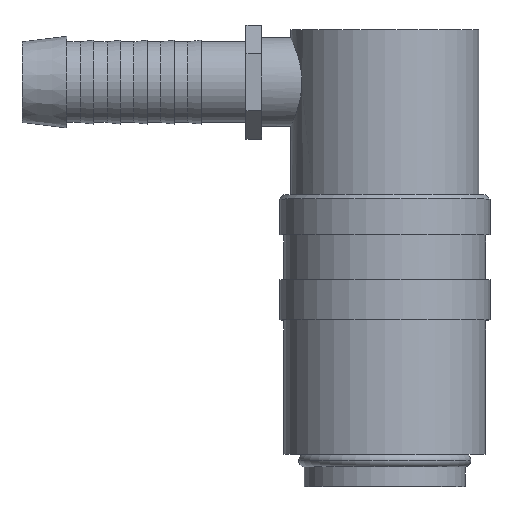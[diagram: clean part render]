
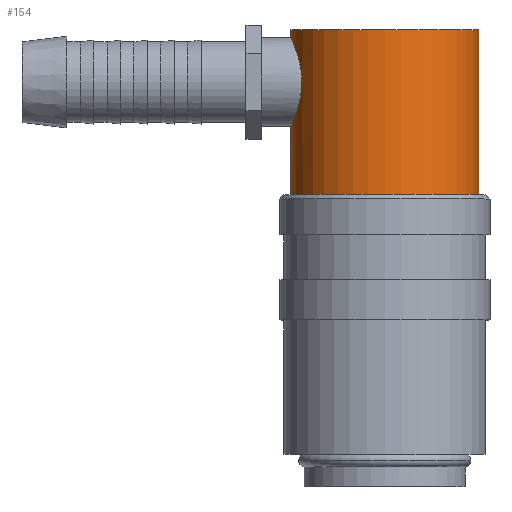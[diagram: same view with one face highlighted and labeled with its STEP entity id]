
A CAD part, top view. The second image highlights one B-rep face of the part: STEP entity #154.
In plain terms, the highlighted cylindrical face has radius 10.5 mm (diameter 21 mm), a partial arc.
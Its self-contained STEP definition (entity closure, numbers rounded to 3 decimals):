
#154=ADVANCED_FACE('',(#355),#356,.T.);
#355=FACE_OUTER_BOUND('',#606,.T.);
#356=CYLINDRICAL_SURFACE('',#607,10.5);
#606=EDGE_LOOP('',(#982,#983,#984,#985,#986,#987));
#607=AXIS2_PLACEMENT_3D('',#988,#989,#990);
#982=ORIENTED_EDGE('',*,*,#1506,.T.);
#983=ORIENTED_EDGE('',*,*,#1507,.F.);
#984=ORIENTED_EDGE('',*,*,#1508,.T.);
#985=ORIENTED_EDGE('',*,*,#1467,.F.);
#986=ORIENTED_EDGE('',*,*,#1509,.T.);
#987=ORIENTED_EDGE('',*,*,#1510,.F.);
#988=CARTESIAN_POINT('',(0.0,40.42,0.0));
#989=DIRECTION('',(-0.0,1.0,0.0));
#990=DIRECTION('',(1.0,0.0,0.0));
#1467=EDGE_CURVE('',#1753,#1749,#1755,.T.);
#1506=EDGE_CURVE('',#1812,#1813,#1814,.T.);
#1507=EDGE_CURVE('',#1815,#1813,#1816,.T.);
#1508=EDGE_CURVE('',#1815,#1749,#1817,.T.);
#1509=EDGE_CURVE('',#1753,#1818,#1819,.T.);
#1510=EDGE_CURVE('',#1812,#1818,#1820,.T.);
#1749=VERTEX_POINT('',#2149);
#1753=VERTEX_POINT('',#2154);
#1755=B_SPLINE_CURVE_WITH_KNOTS('',3,(#2157,#2158,#2159,#2160,#2161,#2162,#2163,#2164,#2165,#2166,#2167,#2168,#2169,#2170,#2171,#2172,#2173,#2174,#2175,#2176,#2177,#2178,#2179,#2180,#2181,#2182,#2183,#2184,#2185,#2186,#2187,#2188,#2189,#2190),.UNSPECIFIED.,.F.,.F.,(4,2,2,2,2,2,2,2,2,2,2,2,2,2,2,2,4),(7.592,8.54,9.488,10.436,11.384,12.334,13.284,14.234,15.183,16.133,17.083,18.033,18.983,19.931,20.879,21.827,22.775),.UNSPECIFIED.);
#1812=VERTEX_POINT('',#2256);
#1813=VERTEX_POINT('',#2257);
#1814=LINE('',#2258,#2259);
#1815=VERTEX_POINT('',#2260);
#1816=CIRCLE('',#2261,10.5);
#1817=LINE('',#2262,#2263);
#1818=VERTEX_POINT('',#2264);
#1819=LINE('',#2265,#2266);
#1820=CIRCLE('',#2267,10.5);
#2149=CARTESIAN_POINT('',(-10.5,50.1,0.));
#2154=CARTESIAN_POINT('',(-10.5,40.2,0.));
#2157=CARTESIAN_POINT('',(-10.5,40.2,0.));
#2158=CARTESIAN_POINT('',(-10.5,40.2,0.316));
#2159=CARTESIAN_POINT('',(-10.485,40.231,0.641));
#2160=CARTESIAN_POINT('',(-10.426,40.358,1.285));
#2161=CARTESIAN_POINT('',(-10.381,40.455,1.604));
#2162=CARTESIAN_POINT('',(-10.269,40.71,2.212));
#2163=CARTESIAN_POINT('',(-10.201,40.867,2.503));
#2164=CARTESIAN_POINT('',(-10.055,41.229,3.038));
#2165=CARTESIAN_POINT('',(-9.976,41.433,3.283));
#2166=CARTESIAN_POINT('',(-9.823,41.867,3.717));
#2167=CARTESIAN_POINT('',(-9.742,42.112,3.922));
#2168=CARTESIAN_POINT('',(-9.589,42.648,4.283));
#2169=CARTESIAN_POINT('',(-9.516,42.938,4.44));
#2170=CARTESIAN_POINT('',(-9.393,43.546,4.694));
#2171=CARTESIAN_POINT('',(-9.343,43.864,4.791));
#2172=CARTESIAN_POINT('',(-9.277,44.508,4.919));
#2173=CARTESIAN_POINT('',(-9.26,44.833,4.95));
#2174=CARTESIAN_POINT('',(-9.26,45.467,4.95));
#2175=CARTESIAN_POINT('',(-9.277,45.792,4.919));
#2176=CARTESIAN_POINT('',(-9.343,46.436,4.791));
#2177=CARTESIAN_POINT('',(-9.393,46.754,4.694));
#2178=CARTESIAN_POINT('',(-9.516,47.362,4.44));
#2179=CARTESIAN_POINT('',(-9.589,47.652,4.283));
#2180=CARTESIAN_POINT('',(-9.742,48.188,3.922));
#2181=CARTESIAN_POINT('',(-9.823,48.433,3.717));
#2182=CARTESIAN_POINT('',(-9.976,48.867,3.283));
#2183=CARTESIAN_POINT('',(-10.055,49.071,3.038));
#2184=CARTESIAN_POINT('',(-10.201,49.433,2.503));
#2185=CARTESIAN_POINT('',(-10.269,49.59,2.212));
#2186=CARTESIAN_POINT('',(-10.381,49.845,1.604));
#2187=CARTESIAN_POINT('',(-10.426,49.942,1.285));
#2188=CARTESIAN_POINT('',(-10.485,50.069,0.641));
#2189=CARTESIAN_POINT('',(-10.5,50.1,0.316));
#2190=CARTESIAN_POINT('',(-10.5,50.1,0.));
#2256=CARTESIAN_POINT('',(10.5,32.6,0.));
#2257=CARTESIAN_POINT('',(10.5,51.0,0.0));
#2258=CARTESIAN_POINT('',(10.5,40.42,0.));
#2259=VECTOR('',#2698,1.0);
#2260=CARTESIAN_POINT('',(-10.5,51.0,0.));
#2261=AXIS2_PLACEMENT_3D('',#2699,#2700,#2701);
#2262=CARTESIAN_POINT('',(-10.5,40.42,0.));
#2263=VECTOR('',#2702,1.0);
#2264=CARTESIAN_POINT('',(-10.5,32.6,0.));
#2265=CARTESIAN_POINT('',(-10.5,40.42,0.));
#2266=VECTOR('',#2703,1.0);
#2267=AXIS2_PLACEMENT_3D('',#2704,#2705,#2706);
#2698=DIRECTION('',(0.0,1.0,0.0));
#2699=CARTESIAN_POINT('',(0.0,51.0,0.0));
#2700=DIRECTION('',(-0.0,1.0,0.0));
#2701=DIRECTION('',(1.0,0.0,0.0));
#2702=DIRECTION('',(-0.0,-1.0,-0.0));
#2703=DIRECTION('',(-0.0,-1.0,-0.0));
#2704=CARTESIAN_POINT('',(0.0,32.6,0.0));
#2705=DIRECTION('',(0.,-1.0,-0.0));
#2706=DIRECTION('',(1.0,0.,0.0));
